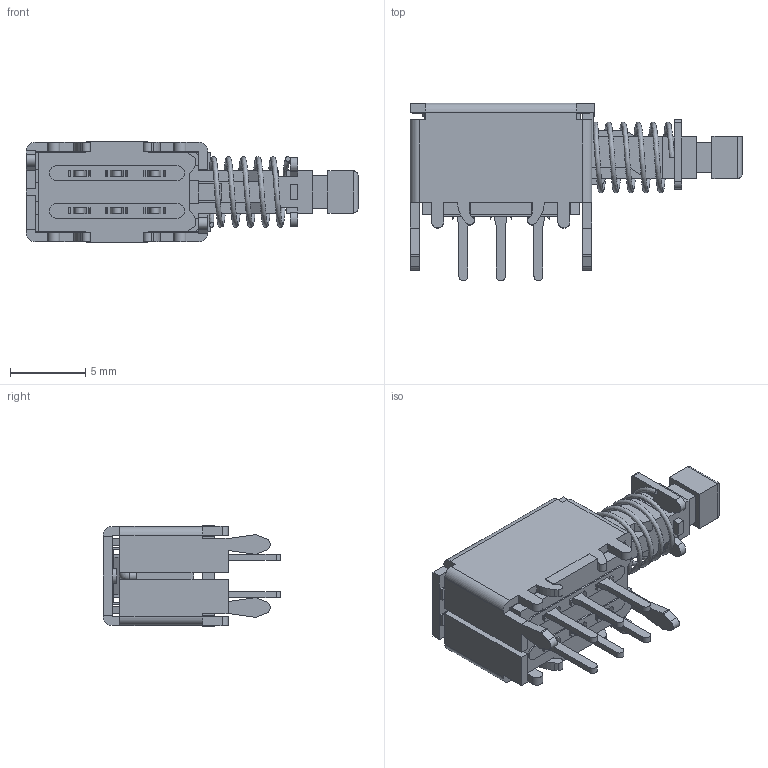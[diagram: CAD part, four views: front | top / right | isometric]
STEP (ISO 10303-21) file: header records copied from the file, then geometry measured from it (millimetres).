
FILE_DESCRIPTION(/* description */ (''),/* implementation_level */ '2;1');
FILE_NAME(/* name */ 'LC2259xxNP.stp',/* time_stamp */ '2025-10-20T12:08:18-05:00',/* author */ ('mwilliams'),/* organization */ (''),/* preprocessor_version */ 'ST-DEVELOPER v18.1',/* originating_system */ 'Autodesk Inventor 2022',/* authorisation */ '');
FILE_SCHEMA (('AUTOMOTIVE_DESIGN { 1 0 10303 214 3 1 1 }'));
Length unit declared in the file: millimetre
Products named in the file (1): LC2259xxNP
Bounding box: 22.1 x 11.8 x 6.7 mm (x, y, z)
Volume: 431.6 mm3; surface area: 1508.2 mm2
Topology: 1 solids, 1 shells, 638 faces, 1868 edges, 1224 vertices
Faces by surface type: plane 541, cylinder 87, torus 5, bspline 5
Full cylindrical faces by diameter (mm): 0.6 x4, 0.7 x1, 1 x2
Entity records: 23602 total; most frequent: CARTESIAN_POINT 5724, ORIENTED_EDGE 3736, DIRECTION 3325, EDGE_CURVE 1868, LINE 1639, VECTOR 1639, VERTEX_POINT 1224, AXIS2_PLACEMENT_3D 843
